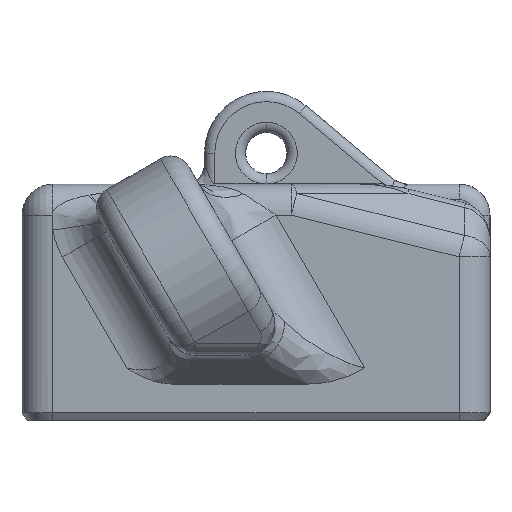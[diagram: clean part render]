
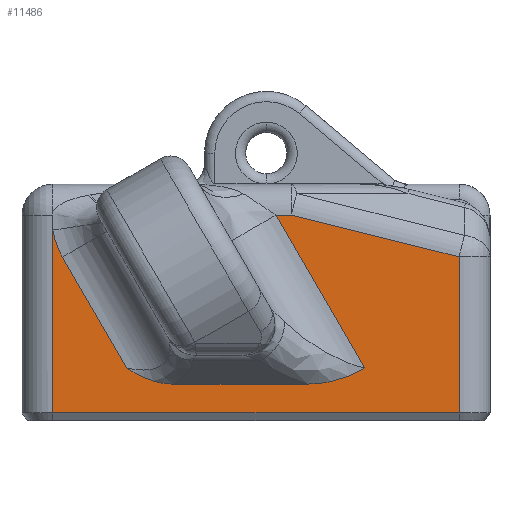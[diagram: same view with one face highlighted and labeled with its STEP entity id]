
A CAD part, left-side view. The second image highlights one B-rep face of the part: STEP entity #11486.
In plain terms, the highlighted planar face has unit normal (-1, 0, 0).
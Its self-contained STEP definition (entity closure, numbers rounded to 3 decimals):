
#272 = CARTESIAN_POINT ( 'NONE',  ( -13.5, 9.666, 3.752 ) ) ;
#309 = FACE_OUTER_BOUND ( 'NONE', #12197, .T. ) ;
#651 = DIRECTION ( 'NONE',  ( 0., 0.97, 0.242 ) ) ;
#708 = EDGE_CURVE ( 'NONE', #5286, #1497, #10962, .T. ) ;
#769 = VECTOR ( 'NONE', #651, 1000. ) ;
#965 = CARTESIAN_POINT ( 'NONE',  ( -13.5, -1.956, 19.95 ) ) ;
#1144 = CARTESIAN_POINT ( 'NONE',  ( -13.5, -9.458, 4.531 ) ) ;
#1258 = CARTESIAN_POINT ( 'NONE',  ( -13.5, -22.7, 0.75 ) ) ;
#1422 = EDGE_CURVE ( 'NONE', #7751, #14981, #9438, .T. ) ;
#1497 = VERTEX_POINT ( 'NONE', #4229 ) ;
#1614 = CARTESIAN_POINT ( 'NONE',  ( -13.5, 10.808, 4.154 ) ) ;
#1695 = EDGE_CURVE ( 'NONE', #1497, #14194, #3779, .T. ) ;
#1916 = CARTESIAN_POINT ( 'NONE',  ( -13.5, -10.523, 5.111 ) ) ;
#1958 = EDGE_CURVE ( 'NONE', #7880, #2957, #3969, .T. ) ;
#2070 = LINE ( 'NONE', #16606, #12752 ) ;
#2163 = ORIENTED_EDGE ( 'NONE', *, *, #1695, .T. ) ;
#2635 = VERTEX_POINT ( 'NONE', #3199 ) ;
#2670 = ORIENTED_EDGE ( 'NONE', *, *, #708, .T. ) ;
#2688 = CARTESIAN_POINT ( 'NONE',  ( -13.5, -6.928, 3.683 ) ) ;
#2943 = CARTESIAN_POINT ( 'NONE',  ( -13.5, 11.705, 4.601 ) ) ;
#2957 = VERTEX_POINT ( 'NONE', #15760 ) ;
#3011 = LINE ( 'NONE', #15893, #6596 ) ;
#3199 = CARTESIAN_POINT ( 'NONE',  ( -13.5, 18.777, 15.859 ) ) ;
#3265 = CARTESIAN_POINT ( 'NONE',  ( -13.5, -5.971, 3.549 ) ) ;
#3282 = CARTESIAN_POINT ( 'NONE',  ( -13.5, -10.318, 4.983 ) ) ;
#3500 =( BOUNDED_CURVE ( )  B_SPLINE_CURVE ( 3, ( #17293, #9279, #3923, #13305 ),
 .UNSPECIFIED., .F., .F. ) 
 B_SPLINE_CURVE_WITH_KNOTS ( ( 4, 4 ),
 ( 1.571, 1.957 ),
 .UNSPECIFIED. ) 
 CURVE ( )  GEOMETRIC_REPRESENTATION_ITEM ( )  RATIONAL_B_SPLINE_CURVE ( ( 1., 0.988, 0.988, 1. ) ) 
 REPRESENTATION_ITEM ( '' )  );
#3770 = PLANE ( 'NONE',  #12839 ) ;
#3779 = LINE ( 'NONE', #10073, #13612 ) ;
#3923 = CARTESIAN_POINT ( 'NONE',  ( -13.5, 19.559, 17.562 ) ) ;
#3969 = LINE ( 'NONE', #1258, #10696 ) ;
#4038 = EDGE_CURVE ( 'NONE', #2635, #15487, #3500, .T. ) ;
#4180 = DIRECTION ( 'NONE',  ( 0., 1., 0. ) ) ;
#4188 = CARTESIAN_POINT ( 'NONE',  ( -13.5, 8.077, 3.549 ) ) ;
#4229 = CARTESIAN_POINT ( 'NONE',  ( -13.5, -4.995, 3.549 ) ) ;
#4287 = CARTESIAN_POINT ( 'NONE',  ( -13.5, -10.523, 5.111 ) ) ;
#4301 = CARTESIAN_POINT ( 'NONE',  ( -13.5, 12.228, 4.9 ) ) ;
#5123 = DIRECTION ( 'NONE',  ( 0., 0., 1. ) ) ;
#5286 = VERTEX_POINT ( 'NONE', #1916 ) ;
#5296 = VERTEX_POINT ( 'NONE', #5931 ) ;
#5446 = CARTESIAN_POINT ( 'NONE',  ( -13.5, -4.995, 3.549 ) ) ;
#5640 = CARTESIAN_POINT ( 'NONE',  ( -13.5, 12.571, 5.111 ) ) ;
#5665 = CARTESIAN_POINT ( 'NONE',  ( -13.5, -8.793, 4.24 ) ) ;
#5894 = CARTESIAN_POINT ( 'NONE',  ( -13.5, 19.7, 0.75 ) ) ;
#5931 = CARTESIAN_POINT ( 'NONE',  ( -13.5, 12.571, 5.111 ) ) ;
#5937 = EDGE_CURVE ( 'NONE', #5296, #2635, #2070, .T. ) ;
#6122 = CARTESIAN_POINT ( 'NONE',  ( -13.5, -3.419, 19.95 ) ) ;
#6522 = DIRECTION ( 'NONE',  ( 0., 0., 1. ) ) ;
#6596 = VECTOR ( 'NONE', #6522, 1000. ) ;
#6942 = CARTESIAN_POINT ( 'NONE',  ( -13.5, 8.483, 3.549 ) ) ;
#7051 = ORIENTED_EDGE ( 'NONE', *, *, #1958, .T. ) ;
#7751 = VERTEX_POINT ( 'NONE', #6122 ) ;
#7880 = VERTEX_POINT ( 'NONE', #5894 ) ;
#7984 = CARTESIAN_POINT ( 'NONE',  ( -13.5, -8.335, 4.077 ) ) ;
#8290 = CARTESIAN_POINT ( 'NONE',  ( -13.5, 8.882, 3.593 ) ) ;
#8492 = ORIENTED_EDGE ( 'NONE', *, *, #4038, .T. ) ;
#9279 = CARTESIAN_POINT ( 'NONE',  ( -13.5, 19.247, 16.675 ) ) ;
#9438 = LINE ( 'NONE', #16198, #12566 ) ;
#9647 = CARTESIAN_POINT ( 'NONE',  ( -13.5, 10.055, 3.868 ) ) ;
#9698 = ORIENTED_EDGE ( 'NONE', *, *, #11530, .T. ) ;
#10073 = CARTESIAN_POINT ( 'NONE',  ( -13.5, -22.7, 3.549 ) ) ;
#10215 = VERTEX_POINT ( 'NONE', #12827 ) ;
#10566 = EDGE_CURVE ( 'NONE', #14194, #5296, #15916, .T. ) ;
#10652 = EDGE_CURVE ( 'NONE', #10215, #7751, #16260, .T. ) ;
#10696 = VECTOR ( 'NONE', #13319, 1000. ) ;
#10846 = VECTOR ( 'NONE', #15580, 1000. ) ;
#10962 = B_SPLINE_CURVE_WITH_KNOTS ( 'NONE', 3,
 ( #4287, #3282, #16646, #13650, #1144, #5665, #7984, #2688, #3265, #5446 ),
 .UNSPECIFIED., .F., .F.,
 ( 4, 2, 2, 2, 4 ),
 ( 0., 0.001, 0.001, 0.003, 0.006 ),
 .UNSPECIFIED. ) ;
#10988 = CARTESIAN_POINT ( 'NONE',  ( -13.5, 11.172, 4.323 ) ) ;
#11124 = DIRECTION ( 'NONE',  ( 0., -0.5, -0.866 ) ) ;
#11155 = DIRECTION ( 'NONE',  ( 0., 0.5, 0.866 ) ) ;
#11345 = VECTOR ( 'NONE', #11124, 1000. ) ;
#11348 = CARTESIAN_POINT ( 'NONE',  ( -13.5, 2.607, 21.453 ) ) ;
#11486 = ADVANCED_FACE ( 'NONE', ( #309 ), #3770, .T. ) ;
#11530 = EDGE_CURVE ( 'NONE', #2957, #10215, #3011, .T. ) ;
#11652 = CARTESIAN_POINT ( 'NONE',  ( -13.5, 19.7, 18.487 ) ) ;
#11754 = CARTESIAN_POINT ( 'NONE',  ( -13.5, -22.7, 22.95 ) ) ;
#11921 = ORIENTED_EDGE ( 'NONE', *, *, #10566, .T. ) ;
#12151 = ORIENTED_EDGE ( 'NONE', *, *, #1422, .T. ) ;
#12197 = EDGE_LOOP ( 'NONE', ( #16426, #7051, #9698, #15227, #12151, #15201, #2670, #2163, #11921, #15072, #8492 ) ) ;
#12322 = CARTESIAN_POINT ( 'NONE',  ( -13.5, 11.88, 4.699 ) ) ;
#12566 = VECTOR ( 'NONE', #4180, 1000. ) ;
#12752 = VECTOR ( 'NONE', #11155, 1000. ) ;
#12827 = CARTESIAN_POINT ( 'NONE',  ( -13.5, -19.7, 15.89 ) ) ;
#12839 = AXIS2_PLACEMENT_3D ( 'NONE', #11754, #13153, #5123 ) ;
#13153 = DIRECTION ( 'NONE',  ( -1., 0., 0. ) ) ;
#13305 = CARTESIAN_POINT ( 'NONE',  ( -13.5, 19.7, 18.487 ) ) ;
#13319 = DIRECTION ( 'NONE',  ( 0., -1., 0. ) ) ;
#13488 = EDGE_CURVE ( 'NONE', #14981, #5286, #14900, .T. ) ;
#13612 = VECTOR ( 'NONE', #14030, 1000. ) ;
#13650 = CARTESIAN_POINT ( 'NONE',  ( -13.5, -9.676, 4.635 ) ) ;
#13683 = CARTESIAN_POINT ( 'NONE',  ( -13.5, 12.401, 5.005 ) ) ;
#14030 = DIRECTION ( 'NONE',  ( 0., 1., 0. ) ) ;
#14194 = VERTEX_POINT ( 'NONE', #15206 ) ;
#14241 = CARTESIAN_POINT ( 'NONE',  ( -13.5, 19.7, 22.95 ) ) ;
#14431 = LINE ( 'NONE', #14241, #10846 ) ;
#14900 = LINE ( 'NONE', #16444, #11345 ) ;
#14981 = VERTEX_POINT ( 'NONE', #965 ) ;
#15072 = ORIENTED_EDGE ( 'NONE', *, *, #5937, .T. ) ;
#15201 = ORIENTED_EDGE ( 'NONE', *, *, #13488, .T. ) ;
#15206 = CARTESIAN_POINT ( 'NONE',  ( -13.5, 8.077, 3.549 ) ) ;
#15227 = ORIENTED_EDGE ( 'NONE', *, *, #10652, .T. ) ;
#15487 = VERTEX_POINT ( 'NONE', #11652 ) ;
#15580 = DIRECTION ( 'NONE',  ( 0., 0., -1. ) ) ;
#15760 = CARTESIAN_POINT ( 'NONE',  ( -13.5, -19.7, 0.75 ) ) ;
#15893 = CARTESIAN_POINT ( 'NONE',  ( -13.5, -19.7, 16.45 ) ) ;
#15916 = B_SPLINE_CURVE_WITH_KNOTS ( 'NONE', 3,
 ( #4188, #6942, #8290, #272, #9647, #1614, #10988, #2943, #12322, #4301, #13683, #5640 ),
 .UNSPECIFIED., .F., .F.,
 ( 4, 2, 2, 2, 2, 4 ),
 ( 0., 0.001, 0.002, 0.004, 0.004, 0.005 ),
 .UNSPECIFIED. ) ;
#16141 = EDGE_CURVE ( 'NONE', #15487, #7880, #14431, .T. ) ;
#16198 = CARTESIAN_POINT ( 'NONE',  ( -13.5, 22.7, 19.95 ) ) ;
#16260 = LINE ( 'NONE', #11348, #769 ) ;
#16426 = ORIENTED_EDGE ( 'NONE', *, *, #16141, .T. ) ;
#16444 = CARTESIAN_POINT ( 'NONE',  ( -13.5, -12.03, 2.5 ) ) ;
#16606 = CARTESIAN_POINT ( 'NONE',  ( -13.5, 11.478, 3.217 ) ) ;
#16646 = CARTESIAN_POINT ( 'NONE',  ( -13.5, -10.105, 4.861 ) ) ;
#17293 = CARTESIAN_POINT ( 'NONE',  ( -13.5, 18.777, 15.859 ) ) ;
